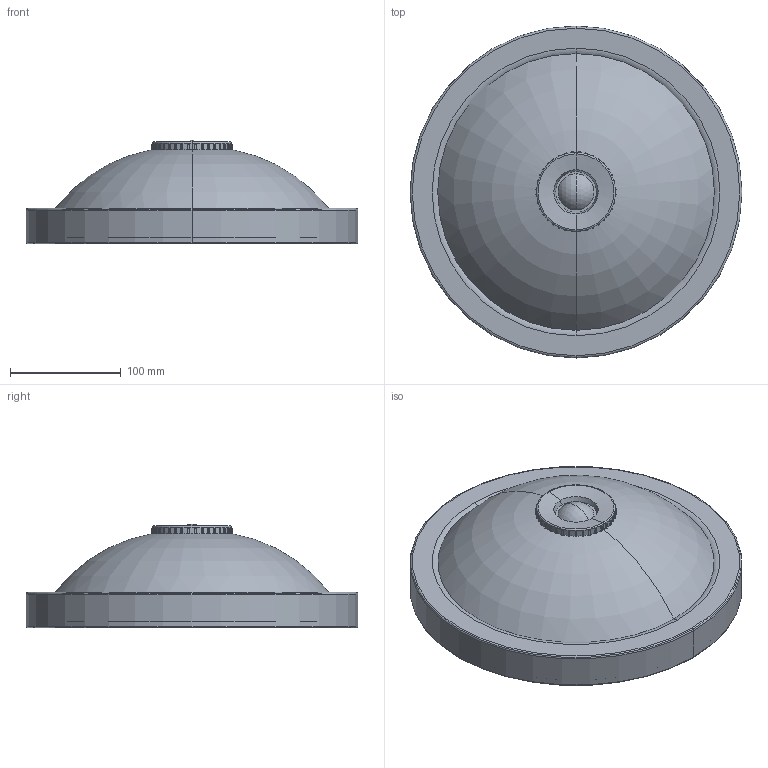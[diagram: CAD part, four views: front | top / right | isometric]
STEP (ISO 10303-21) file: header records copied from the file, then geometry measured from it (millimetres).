
FILE_DESCRIPTION (( 'STEP AP214' ), '1' );
FILE_NAME ('LNPO0-3236D-2-025-K01 Ñâåòèëüíèê ÍÏÎ3236Ä áåëûé 2õ25 ñ äàò÷èêîì äâèæåíèÿ ÈÝÊ.STEP', '2017-06-28T07:37:36', ( '' ), ( '' ), 'SwSTEP 2.0', 'SolidWorks 2014', '' );
FILE_SCHEMA (( 'AUTOMOTIVE_DESIGN' ));
Length unit declared in the file: millimetre
Products named in the file (1): LNPO0-3236D-2-025-K01 Ñâåòèëüíèê ÍÏÎ3236Ä áåëûé 2õ25 ñ äàò÷èêîì äâèæåíèÿ ÈÝÊ
Bounding box: 300 x 300 x 93.5 mm (x, y, z)
Volume: 2829308.8 mm3; surface area: 230406 mm2
Topology: 1 solids, 1 shells, 222 faces, 596 edges, 387 vertices
Faces by surface type: plane 120, cylinder 48, torus 38, cone 14, sphere 2
Entity records: 7140 total; most frequent: CARTESIAN_POINT 1422, DIRECTION 1252, ORIENTED_EDGE 1192, EDGE_CURVE 596, AXIS2_PLACEMENT_3D 505, VERTEX_POINT 387, CIRCLE 282, LINE 242
